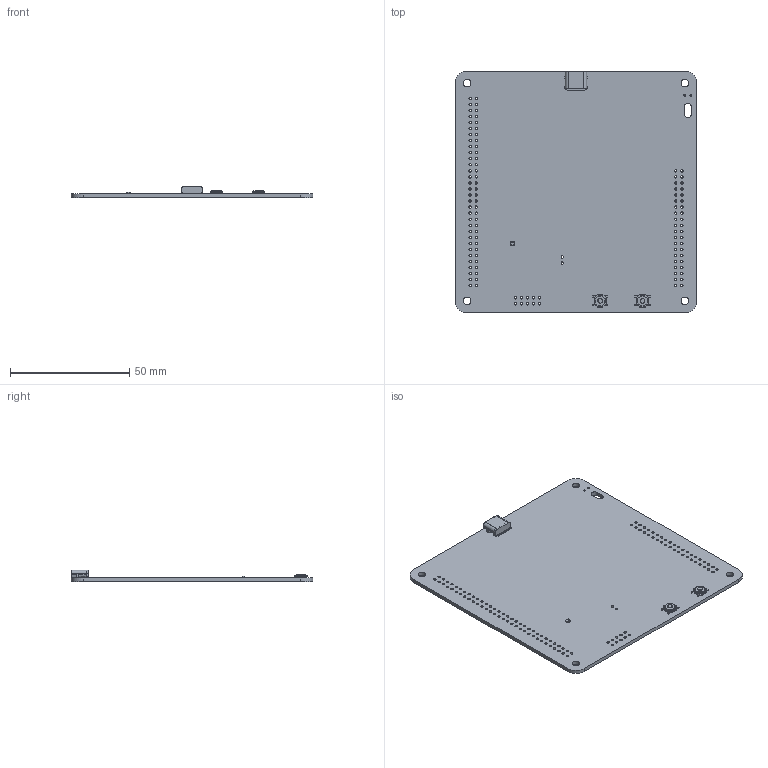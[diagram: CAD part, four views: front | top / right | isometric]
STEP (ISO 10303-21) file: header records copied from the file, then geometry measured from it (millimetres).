
FILE_DESCRIPTION(('KiCad electronic assembly'),'2;1');
FILE_NAME('STM32F405RGT6.step','2022-09-21T09:25:17',('Pcbnew'),('Kicad' ),'Open CASCADE STEP processor 7.6','KiCad to STEP converter', 'Unknown');
FILE_SCHEMA(('AUTOMOTIVE_DESIGN { 1 0 10303 214 1 1 1 1 }'));
Length unit declared in the file: millimetre
Products named in the file (8): STM32F405RGT6 1; SW_SPST_TL3342; SOLID; LED_RGB_1210; TYPE-C-31-M-12; STM32F405RGT6 PCB
Assembly tree (8 placements, depth 3):
  STM32F405RGT6 1
    SW_SPST_TL3342  x2
      SOLID
    LED_RGB_1210
      SOLID
    TYPE-C-31-M-12
      SOLID
    STM32F405RGT6 PCB
Bounding box: 101.6 x 101.6 x 4.87 mm (x, y, z)
Volume: 16461.2 mm3; surface area: 22289.3 mm2
Topology: 5 solids, 7 shells, 774 faces, 2093 edges, 1352 vertices
Faces by surface type: bspline 620, cylinder 138, plane 16
Full cylindrical faces by diameter (mm): 0.65 x2, 0.8 x2, 1 x116, 3.2 x4
Entity records: 40607 total; most frequent: CARTESIAN_POINT 14861, ORIENTED_EDGE 3160, PCURVE 3160, DEFINITIONAL_REPRESENTATION 3160, B_SPLINE_CURVE_WITH_KNOTS 3068, DIRECTION 1694, EDGE_CURVE 1580, SURFACE_CURVE 1450
